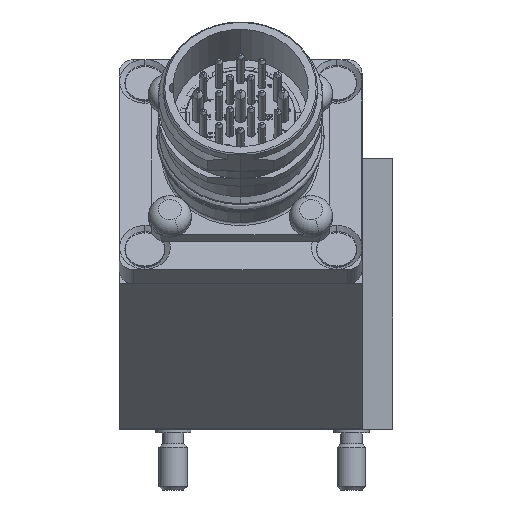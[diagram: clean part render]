
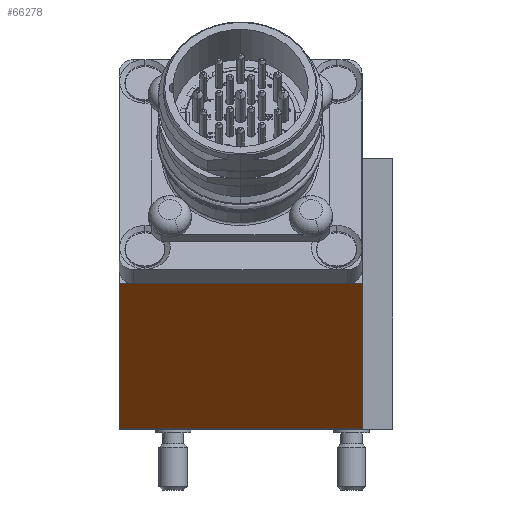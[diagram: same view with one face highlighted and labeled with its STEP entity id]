
A CAD part, left-side view. The second image highlights one B-rep face of the part: STEP entity #66278.
In plain terms, the highlighted planar face has unit normal (-0.5, 0, -0.866).
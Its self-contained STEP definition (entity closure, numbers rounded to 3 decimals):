
#271 = LINE ( 'NONE', #127854, #61611 ) ;
#1737 = EDGE_CURVE ( 'NONE', #142088, #71274, #44752, .T. ) ;
#1957 = PLANE ( 'NONE',  #16282 ) ;
#5008 = CARTESIAN_POINT ( 'NONE',  ( -13.504, 19.15, 0.134 ) ) ;
#7760 = EDGE_LOOP ( 'NONE', ( #117476, #106915, #75431, #137447 ) ) ;
#16282 = AXIS2_PLACEMENT_3D ( 'NONE', #59754, #148483, #48506 ) ;
#16765 = CARTESIAN_POINT ( 'NONE',  ( -48.701, -14.85, 20.455 ) ) ;
#19994 = DIRECTION ( 'NONE',  ( 0., -1., 0. ) ) ;
#29791 = CARTESIAN_POINT ( 'NONE',  ( -48.701, 19.15, 20.455 ) ) ;
#31853 = VERTEX_POINT ( 'NONE', #94997 ) ;
#44752 = LINE ( 'NONE', #77014, #46281 ) ;
#46281 = VECTOR ( 'NONE', #113795, 1000. ) ;
#48506 = DIRECTION ( 'NONE',  ( 0.866, 0., -0.5 ) ) ;
#49373 = LINE ( 'NONE', #5008, #122907 ) ;
#50916 = EDGE_CURVE ( 'NONE', #71274, #94198, #271, .T. ) ;
#59033 = FACE_OUTER_BOUND ( 'NONE', #7760, .T. ) ;
#59754 = CARTESIAN_POINT ( 'NONE',  ( -13.504, 19.15, 0.134 ) ) ;
#59912 = VECTOR ( 'NONE', #19994, 1000. ) ;
#61611 = VECTOR ( 'NONE', #116616, 1000. ) ;
#66278 = ADVANCED_FACE ( 'NONE', ( #59033 ), #1957, .F. ) ;
#71274 = VERTEX_POINT ( 'NONE', #82686 ) ;
#73594 = EDGE_CURVE ( 'NONE', #142088, #31853, #49373, .T. ) ;
#74085 = DIRECTION ( 'NONE',  ( -0.866, 0., 0.5 ) ) ;
#75431 = ORIENTED_EDGE ( 'NONE', *, *, #88953, .F. ) ;
#77014 = CARTESIAN_POINT ( 'NONE',  ( -13.504, 19.15, 0.134 ) ) ;
#82686 = CARTESIAN_POINT ( 'NONE',  ( -13.504, -14.85, 0.134 ) ) ;
#88953 = EDGE_CURVE ( 'NONE', #31853, #94198, #119853, .T. ) ;
#90756 = CARTESIAN_POINT ( 'NONE',  ( -13.504, 19.15, 0.134 ) ) ;
#94198 = VERTEX_POINT ( 'NONE', #16765 ) ;
#94997 = CARTESIAN_POINT ( 'NONE',  ( -48.701, 19.15, 20.455 ) ) ;
#106915 = ORIENTED_EDGE ( 'NONE', *, *, #50916, .T. ) ;
#113795 = DIRECTION ( 'NONE',  ( 0., -1., 0. ) ) ;
#116616 = DIRECTION ( 'NONE',  ( -0.866, 0., 0.5 ) ) ;
#117476 = ORIENTED_EDGE ( 'NONE', *, *, #1737, .T. ) ;
#119853 = LINE ( 'NONE', #29791, #59912 ) ;
#122907 = VECTOR ( 'NONE', #74085, 1000. ) ;
#127854 = CARTESIAN_POINT ( 'NONE',  ( -13.504, -14.85, 0.134 ) ) ;
#137447 = ORIENTED_EDGE ( 'NONE', *, *, #73594, .F. ) ;
#142088 = VERTEX_POINT ( 'NONE', #90756 ) ;
#148483 = DIRECTION ( 'NONE',  ( 0.5, 0., 0.866 ) ) ;
